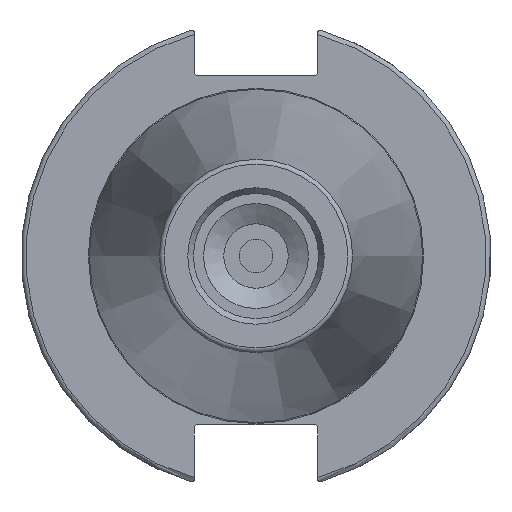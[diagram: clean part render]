
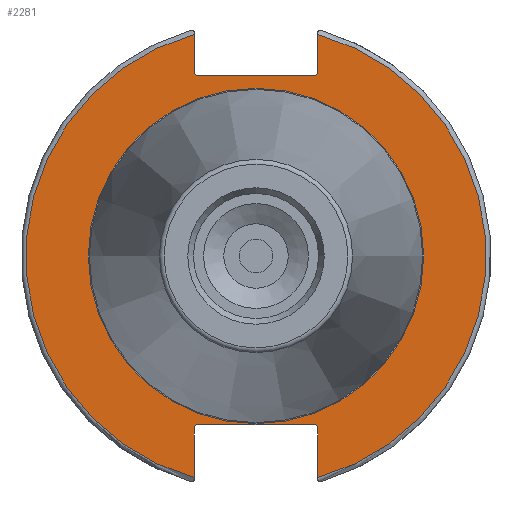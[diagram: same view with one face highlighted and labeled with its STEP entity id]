
A CAD part, left-side view. The second image highlights one B-rep face of the part: STEP entity #2281.
In plain terms, the highlighted planar face has unit normal (-1, 0, 0).
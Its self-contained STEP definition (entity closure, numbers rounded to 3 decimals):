
#438=FACE_BOUND('',#663,.T.);
#455=PLANE('',#2633);
#531=FACE_OUTER_BOUND('',#662,.T.);
#662=EDGE_LOOP('',(#1704,#1705,#1706,#1707,#1708,#1709,#1710,#1711,#1712,
#1713,#1714,#1715));
#663=EDGE_LOOP('',(#1716));
#794=LINE('',#3721,#940);
#795=LINE('',#3723,#941);
#796=LINE('',#3725,#942);
#797=LINE('',#3727,#943);
#798=LINE('',#3729,#944);
#799=LINE('',#3733,#945);
#800=LINE('',#3735,#946);
#801=LINE('',#3737,#947);
#802=LINE('',#3739,#948);
#803=LINE('',#3740,#949);
#940=VECTOR('',#2983,10.);
#941=VECTOR('',#2984,10.);
#942=VECTOR('',#2985,10.);
#943=VECTOR('',#2986,10.);
#944=VECTOR('',#2987,10.);
#945=VECTOR('',#2990,10.);
#946=VECTOR('',#2991,10.);
#947=VECTOR('',#2992,10.);
#948=VECTOR('',#2993,10.);
#949=VECTOR('',#2994,10.);
#1094=CIRCLE('',#2631,35.125);
#1096=CIRCLE('',#2634,48.213);
#1097=CIRCLE('',#2635,48.213);
#1190=VERTEX_POINT('',#3712);
#1191=VERTEX_POINT('',#3717);
#1192=VERTEX_POINT('',#3718);
#1193=VERTEX_POINT('',#3720);
#1194=VERTEX_POINT('',#3722);
#1195=VERTEX_POINT('',#3724);
#1196=VERTEX_POINT('',#3726);
#1197=VERTEX_POINT('',#3728);
#1198=VERTEX_POINT('',#3730);
#1199=VERTEX_POINT('',#3732);
#1200=VERTEX_POINT('',#3734);
#1201=VERTEX_POINT('',#3736);
#1202=VERTEX_POINT('',#3738);
#1389=EDGE_CURVE('',#1190,#1190,#1094,.T.);
#1391=EDGE_CURVE('',#1191,#1192,#1096,.T.);
#1392=EDGE_CURVE('',#1191,#1193,#794,.T.);
#1393=EDGE_CURVE('',#1194,#1193,#795,.T.);
#1394=EDGE_CURVE('',#1194,#1195,#796,.T.);
#1395=EDGE_CURVE('',#1196,#1195,#797,.T.);
#1396=EDGE_CURVE('',#1196,#1197,#798,.T.);
#1397=EDGE_CURVE('',#1198,#1197,#1097,.T.);
#1398=EDGE_CURVE('',#1198,#1199,#799,.T.);
#1399=EDGE_CURVE('',#1200,#1199,#800,.T.);
#1400=EDGE_CURVE('',#1200,#1201,#801,.T.);
#1401=EDGE_CURVE('',#1202,#1201,#802,.T.);
#1402=EDGE_CURVE('',#1202,#1192,#803,.T.);
#1704=ORIENTED_EDGE('',*,*,#1391,.F.);
#1705=ORIENTED_EDGE('',*,*,#1392,.T.);
#1706=ORIENTED_EDGE('',*,*,#1393,.F.);
#1707=ORIENTED_EDGE('',*,*,#1394,.T.);
#1708=ORIENTED_EDGE('',*,*,#1395,.F.);
#1709=ORIENTED_EDGE('',*,*,#1396,.T.);
#1710=ORIENTED_EDGE('',*,*,#1397,.F.);
#1711=ORIENTED_EDGE('',*,*,#1398,.T.);
#1712=ORIENTED_EDGE('',*,*,#1399,.F.);
#1713=ORIENTED_EDGE('',*,*,#1400,.T.);
#1714=ORIENTED_EDGE('',*,*,#1401,.F.);
#1715=ORIENTED_EDGE('',*,*,#1402,.T.);
#1716=ORIENTED_EDGE('',*,*,#1389,.F.);
#2281=ADVANCED_FACE('',(#531,#438),#455,.T.);
#2631=AXIS2_PLACEMENT_3D('',#3714,#2975,#2976);
#2633=AXIS2_PLACEMENT_3D('',#3716,#2979,#2980);
#2634=AXIS2_PLACEMENT_3D('',#3719,#2981,#2982);
#2635=AXIS2_PLACEMENT_3D('',#3731,#2988,#2989);
#2975=DIRECTION('center_axis',(-1.,0.,0.));
#2976=DIRECTION('ref_axis',(0.,-1.,0.));
#2979=DIRECTION('center_axis',(-1.,0.,0.));
#2980=DIRECTION('ref_axis',(0.,0.,1.));
#2981=DIRECTION('center_axis',(1.,0.,0.));
#2982=DIRECTION('ref_axis',(0.,-1.,0.));
#2983=DIRECTION('',(0.,0.,-1.));
#2984=DIRECTION('',(0.,-0.707,0.707));
#2985=DIRECTION('',(0.,1.,0.));
#2986=DIRECTION('',(0.,-0.707,-0.707));
#2987=DIRECTION('',(0.,0.,1.));
#2988=DIRECTION('center_axis',(1.,0.,0.));
#2989=DIRECTION('ref_axis',(0.,1.,0.));
#2990=DIRECTION('',(0.,0.,1.));
#2991=DIRECTION('',(0.,0.707,-0.707));
#2992=DIRECTION('',(0.,-1.,0.));
#2993=DIRECTION('',(0.,0.707,0.707));
#2994=DIRECTION('',(0.,0.,-1.));
#3712=CARTESIAN_POINT('',(3.175,0.,35.125));
#3714=CARTESIAN_POINT('Origin',(3.175,0.,0.));
#3716=CARTESIAN_POINT('Origin',(3.175,49.213,0.));
#3717=CARTESIAN_POINT('',(3.175,-12.95,46.441));
#3718=CARTESIAN_POINT('',(3.175,-12.95,-46.441));
#3719=CARTESIAN_POINT('Origin',(3.175,0.,0.));
#3720=CARTESIAN_POINT('',(3.175,-12.95,38.219));
#3721=CARTESIAN_POINT('',(3.175,-12.95,18.86));
#3722=CARTESIAN_POINT('',(3.175,-12.45,37.719));
#3723=CARTESIAN_POINT('',(3.175,12.27,12.999));
#3724=CARTESIAN_POINT('',(3.175,12.45,37.719));
#3725=CARTESIAN_POINT('',(3.175,24.606,37.719));
#3726=CARTESIAN_POINT('',(3.175,12.95,38.219));
#3727=CARTESIAN_POINT('',(3.175,12.336,37.605));
#3728=CARTESIAN_POINT('',(3.175,12.95,46.441));
#3729=CARTESIAN_POINT('',(3.175,12.95,18.86));
#3730=CARTESIAN_POINT('',(3.175,12.95,-46.441));
#3731=CARTESIAN_POINT('Origin',(3.175,0.,0.));
#3732=CARTESIAN_POINT('',(3.175,12.95,-35.806));
#3733=CARTESIAN_POINT('',(3.175,12.95,-17.653));
#3734=CARTESIAN_POINT('',(3.175,12.45,-35.306));
#3735=CARTESIAN_POINT('',(3.175,12.939,-35.795));
#3736=CARTESIAN_POINT('',(3.175,-12.45,-35.306));
#3737=CARTESIAN_POINT('',(3.175,24.606,-35.306));
#3738=CARTESIAN_POINT('',(3.175,-12.95,-35.806));
#3739=CARTESIAN_POINT('',(3.175,11.667,-11.189));
#3740=CARTESIAN_POINT('',(3.175,-12.95,-17.653));
